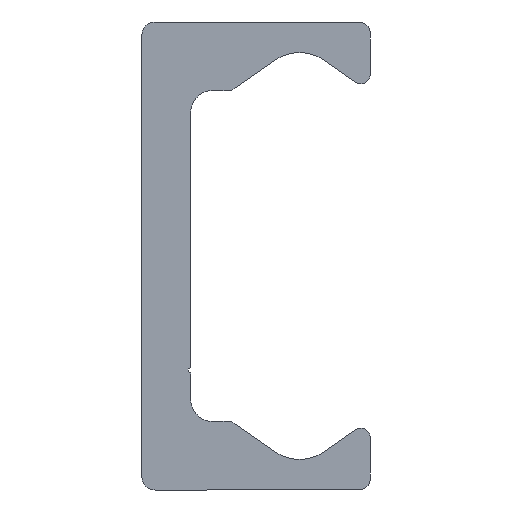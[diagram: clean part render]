
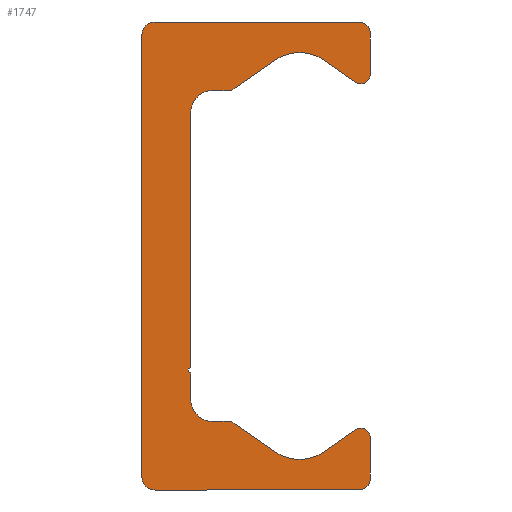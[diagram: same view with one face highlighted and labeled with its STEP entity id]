
A CAD part, left-side view. The second image highlights one B-rep face of the part: STEP entity #1747.
In plain terms, the highlighted planar face has unit normal (-1, 0, 0).
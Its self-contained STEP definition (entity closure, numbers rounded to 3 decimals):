
#832=CARTESIAN_POINT('',(0.0,9.25,-21.5));
#833=VERTEX_POINT('',#832);
#840=CARTESIAN_POINT('',(0.0,10.5,-20.25));
#841=VERTEX_POINT('',#840);
#842=CARTESIAN_POINT('',(0.0,9.25,-20.25));
#843=DIRECTION('',(1.0,0.0,0.0));
#844=DIRECTION('',(0.0,0.0,-1.0));
#845=AXIS2_PLACEMENT_3D('',#842,#843,#844);
#846=CIRCLE('',#845,1.25);
#847=EDGE_CURVE('',#833,#841,#846,.T.);
#871=CARTESIAN_POINT('',(0.0,-9.5,-21.5));
#872=VERTEX_POINT('',#871);
#879=CARTESIAN_POINT('',(0.0,-9.5,-21.5));
#880=DIRECTION('',(0.0,1.0,0.0));
#881=VECTOR('',#880,18.75);
#882=LINE('',#879,#881);
#883=EDGE_CURVE('',#872,#833,#882,.T.);
#903=CARTESIAN_POINT('',(0.0,-10.5,-20.5));
#904=VERTEX_POINT('',#903);
#911=CARTESIAN_POINT('',(0.0,-9.5,-20.5));
#912=DIRECTION('',(1.0,0.0,0.0));
#913=DIRECTION('',(0.0,-1.0,0.0));
#914=AXIS2_PLACEMENT_3D('',#911,#912,#913);
#915=CIRCLE('',#914,1.0);
#916=EDGE_CURVE('',#904,#872,#915,.T.);
#935=CARTESIAN_POINT('',(0.0,-10.5,-16.65));
#936=VERTEX_POINT('',#935);
#943=CARTESIAN_POINT('',(0.0,-10.5,-16.65));
#944=DIRECTION('',(0.0,0.0,-1.0));
#945=VECTOR('',#944,3.85);
#946=LINE('',#943,#945);
#947=EDGE_CURVE('',#936,#904,#946,.T.);
#967=CARTESIAN_POINT('',(0.0,-9.162,-15.954));
#968=VERTEX_POINT('',#967);
#975=CARTESIAN_POINT('',(0.0,-9.65,-16.65));
#976=DIRECTION('',(1.0,0.0,0.0));
#977=DIRECTION('',(0.0,0.574,0.819));
#978=AXIS2_PLACEMENT_3D('',#975,#976,#977);
#979=CIRCLE('',#978,0.85);
#980=EDGE_CURVE('',#968,#936,#979,.T.);
#999=CARTESIAN_POINT('',(0.0,-6.294,-17.962));
#1000=VERTEX_POINT('',#999);
#1007=CARTESIAN_POINT('',(0.0,-6.294,-17.962));
#1008=DIRECTION('',(0.0,-0.819,0.574));
#1009=VECTOR('',#1008,3.501);
#1010=LINE('',#1007,#1009);
#1011=EDGE_CURVE('',#1000,#968,#1010,.T.);
#1031=CARTESIAN_POINT('',(0.0,-1.706,-17.962));
#1032=VERTEX_POINT('',#1031);
#1039=CARTESIAN_POINT('',(0.0,-4.,-14.685));
#1040=DIRECTION('',(-1.0,0.0,0.0));
#1041=DIRECTION('',(0.0,0.574,0.819));
#1042=AXIS2_PLACEMENT_3D('',#1039,#1040,#1041);
#1043=CIRCLE('',#1042,4.0);
#1044=EDGE_CURVE('',#1032,#1000,#1043,.T.);
#1063=CARTESIAN_POINT('',(0.0,1.981,-15.381));
#1064=VERTEX_POINT('',#1063);
#1071=CARTESIAN_POINT('',(0.0,1.981,-15.381));
#1072=DIRECTION('',(0.0,-0.819,-0.574));
#1073=VECTOR('',#1072,4.5);
#1074=LINE('',#1071,#1073);
#1075=EDGE_CURVE('',#1064,#1032,#1074,.T.);
#1095=CARTESIAN_POINT('',(0.0,2.554,-15.2));
#1096=VERTEX_POINT('',#1095);
#1103=CARTESIAN_POINT('',(0.0,2.554,-16.2));
#1104=DIRECTION('',(1.0,0.0,0.0));
#1105=DIRECTION('',(0.0,0.0,1.0));
#1106=AXIS2_PLACEMENT_3D('',#1103,#1104,#1105);
#1107=CIRCLE('',#1106,1.);
#1108=EDGE_CURVE('',#1096,#1064,#1107,.T.);
#1127=CARTESIAN_POINT('',(0.0,4.0,-15.2));
#1128=VERTEX_POINT('',#1127);
#1135=CARTESIAN_POINT('',(0.0,4.0,-15.2));
#1136=DIRECTION('',(0.0,-1.0,0.0));
#1137=VECTOR('',#1136,1.446);
#1138=LINE('',#1135,#1137);
#1139=EDGE_CURVE('',#1128,#1096,#1138,.T.);
#1159=CARTESIAN_POINT('',(0.0,6.,-13.2));
#1160=VERTEX_POINT('',#1159);
#1167=CARTESIAN_POINT('',(0.0,4.,-13.2));
#1168=DIRECTION('',(-1.0,0.0,0.0));
#1169=DIRECTION('',(0.0,0.0,1.0));
#1170=AXIS2_PLACEMENT_3D('',#1167,#1168,#1169);
#1171=CIRCLE('',#1170,2.0);
#1172=EDGE_CURVE('',#1160,#1128,#1171,.T.);
#1191=CARTESIAN_POINT('',(0.0,6.,-10.75));
#1192=VERTEX_POINT('',#1191);
#1199=CARTESIAN_POINT('',(0.0,6.,-10.75));
#1200=DIRECTION('',(0.0,0.0,-1.0));
#1201=VECTOR('',#1200,2.45);
#1202=LINE('',#1199,#1201);
#1203=EDGE_CURVE('',#1192,#1160,#1202,.T.);
#1223=CARTESIAN_POINT('',(0.0,6.,-10.25));
#1224=VERTEX_POINT('',#1223);
#1231=CARTESIAN_POINT('',(0.0,6.,-10.5));
#1232=DIRECTION('',(-1.0,0.0,0.0));
#1233=DIRECTION('',(0.0,0.0,1.0));
#1234=AXIS2_PLACEMENT_3D('',#1231,#1232,#1233);
#1235=CIRCLE('',#1234,0.25);
#1236=EDGE_CURVE('',#1224,#1192,#1235,.T.);
#1255=CARTESIAN_POINT('',(0.0,6.,13.2));
#1256=VERTEX_POINT('',#1255);
#1263=CARTESIAN_POINT('',(0.0,6.,13.2));
#1264=DIRECTION('',(0.0,0.0,-1.0));
#1265=VECTOR('',#1264,23.45);
#1266=LINE('',#1263,#1265);
#1267=EDGE_CURVE('',#1256,#1224,#1266,.T.);
#1320=CARTESIAN_POINT('',(0.0,4.0,15.2));
#1321=VERTEX_POINT('',#1320);
#1328=CARTESIAN_POINT('',(0.0,4.,13.2));
#1329=DIRECTION('',(-1.0,0.0,0.0));
#1330=DIRECTION('',(0.0,-1.0,0.0));
#1331=AXIS2_PLACEMENT_3D('',#1328,#1329,#1330);
#1332=CIRCLE('',#1331,2.0);
#1333=EDGE_CURVE('',#1321,#1256,#1332,.T.);
#1352=CARTESIAN_POINT('',(0.0,2.554,15.2));
#1353=VERTEX_POINT('',#1352);
#1360=CARTESIAN_POINT('',(0.0,2.554,15.2));
#1361=DIRECTION('',(0.0,1.0,0.0));
#1362=VECTOR('',#1361,1.446);
#1363=LINE('',#1360,#1362);
#1364=EDGE_CURVE('',#1353,#1321,#1363,.T.);
#1384=CARTESIAN_POINT('',(0.0,1.981,15.381));
#1385=VERTEX_POINT('',#1384);
#1392=CARTESIAN_POINT('',(0.0,2.554,16.2));
#1393=DIRECTION('',(1.0,0.0,0.0));
#1394=DIRECTION('',(0.0,-0.574,-0.819));
#1395=AXIS2_PLACEMENT_3D('',#1392,#1393,#1394);
#1396=CIRCLE('',#1395,1.);
#1397=EDGE_CURVE('',#1385,#1353,#1396,.T.);
#1416=CARTESIAN_POINT('',(0.0,-1.706,17.962));
#1417=VERTEX_POINT('',#1416);
#1424=CARTESIAN_POINT('',(0.0,-1.706,17.962));
#1425=DIRECTION('',(0.0,0.819,-0.574));
#1426=VECTOR('',#1425,4.5);
#1427=LINE('',#1424,#1426);
#1428=EDGE_CURVE('',#1417,#1385,#1427,.T.);
#1448=CARTESIAN_POINT('',(0.0,-6.294,17.962));
#1449=VERTEX_POINT('',#1448);
#1456=CARTESIAN_POINT('',(0.0,-4.,14.685));
#1457=DIRECTION('',(-1.0,0.0,0.0));
#1458=DIRECTION('',(0.0,-0.574,-0.819));
#1459=AXIS2_PLACEMENT_3D('',#1456,#1457,#1458);
#1460=CIRCLE('',#1459,4.0);
#1461=EDGE_CURVE('',#1449,#1417,#1460,.T.);
#1480=CARTESIAN_POINT('',(0.0,-9.162,15.954));
#1481=VERTEX_POINT('',#1480);
#1488=CARTESIAN_POINT('',(0.0,-9.162,15.954));
#1489=DIRECTION('',(0.0,0.819,0.574));
#1490=VECTOR('',#1489,3.501);
#1491=LINE('',#1488,#1490);
#1492=EDGE_CURVE('',#1481,#1449,#1491,.T.);
#1512=CARTESIAN_POINT('',(0.0,-10.5,16.65));
#1513=VERTEX_POINT('',#1512);
#1520=CARTESIAN_POINT('',(0.0,-9.65,16.65));
#1521=DIRECTION('',(1.0,0.0,0.0));
#1522=DIRECTION('',(0.0,-1.0,0.0));
#1523=AXIS2_PLACEMENT_3D('',#1520,#1521,#1522);
#1524=CIRCLE('',#1523,0.85);
#1525=EDGE_CURVE('',#1513,#1481,#1524,.T.);
#1544=CARTESIAN_POINT('',(0.0,-10.5,20.5));
#1545=VERTEX_POINT('',#1544);
#1552=CARTESIAN_POINT('',(0.0,-10.5,20.5));
#1553=DIRECTION('',(0.0,0.0,-1.0));
#1554=VECTOR('',#1553,3.85);
#1555=LINE('',#1552,#1554);
#1556=EDGE_CURVE('',#1545,#1513,#1555,.T.);
#1576=CARTESIAN_POINT('',(0.0,-9.5,21.5));
#1577=VERTEX_POINT('',#1576);
#1584=CARTESIAN_POINT('',(0.0,-9.5,20.5));
#1585=DIRECTION('',(1.0,0.0,0.0));
#1586=DIRECTION('',(0.0,0.0,1.0));
#1587=AXIS2_PLACEMENT_3D('',#1584,#1585,#1586);
#1588=CIRCLE('',#1587,1.0);
#1589=EDGE_CURVE('',#1577,#1545,#1588,.T.);
#1608=CARTESIAN_POINT('',(0.0,9.25,21.5));
#1609=VERTEX_POINT('',#1608);
#1616=CARTESIAN_POINT('',(0.0,9.25,21.5));
#1617=DIRECTION('',(0.0,-1.0,0.0));
#1618=VECTOR('',#1617,18.75);
#1619=LINE('',#1616,#1618);
#1620=EDGE_CURVE('',#1609,#1577,#1619,.T.);
#1640=CARTESIAN_POINT('',(0.0,10.5,20.25));
#1641=VERTEX_POINT('',#1640);
#1648=CARTESIAN_POINT('',(0.0,9.25,20.25));
#1649=DIRECTION('',(1.0,0.0,0.0));
#1650=DIRECTION('',(0.0,1.0,0.0));
#1651=AXIS2_PLACEMENT_3D('',#1648,#1649,#1650);
#1652=CIRCLE('',#1651,1.25);
#1653=EDGE_CURVE('',#1641,#1609,#1652,.T.);
#1671=CARTESIAN_POINT('',(0.0,10.5,-20.25));
#1672=DIRECTION('',(0.0,0.0,1.0));
#1673=VECTOR('',#1672,40.5);
#1674=LINE('',#1671,#1673);
#1675=EDGE_CURVE('',#841,#1641,#1674,.T.);
#1714=CARTESIAN_POINT('',(0.0,2.66,-0.019));
#1715=DIRECTION('',(1.0,0.0,0.0));
#1716=DIRECTION('',(0.0,0.0,-1.0));
#1717=AXIS2_PLACEMENT_3D('',#1714,#1715,#1716);
#1718=PLANE('',#1717);
#1719=ORIENTED_EDGE('',*,*,#1675,.F.);
#1720=ORIENTED_EDGE('',*,*,#847,.F.);
#1721=ORIENTED_EDGE('',*,*,#883,.F.);
#1722=ORIENTED_EDGE('',*,*,#916,.F.);
#1723=ORIENTED_EDGE('',*,*,#947,.F.);
#1724=ORIENTED_EDGE('',*,*,#980,.F.);
#1725=ORIENTED_EDGE('',*,*,#1011,.F.);
#1726=ORIENTED_EDGE('',*,*,#1044,.F.);
#1727=ORIENTED_EDGE('',*,*,#1075,.F.);
#1728=ORIENTED_EDGE('',*,*,#1108,.F.);
#1729=ORIENTED_EDGE('',*,*,#1139,.F.);
#1730=ORIENTED_EDGE('',*,*,#1172,.F.);
#1731=ORIENTED_EDGE('',*,*,#1203,.F.);
#1732=ORIENTED_EDGE('',*,*,#1236,.F.);
#1733=ORIENTED_EDGE('',*,*,#1267,.F.);
#1734=ORIENTED_EDGE('',*,*,#1333,.F.);
#1735=ORIENTED_EDGE('',*,*,#1364,.F.);
#1736=ORIENTED_EDGE('',*,*,#1397,.F.);
#1737=ORIENTED_EDGE('',*,*,#1428,.F.);
#1738=ORIENTED_EDGE('',*,*,#1461,.F.);
#1739=ORIENTED_EDGE('',*,*,#1492,.F.);
#1740=ORIENTED_EDGE('',*,*,#1525,.F.);
#1741=ORIENTED_EDGE('',*,*,#1556,.F.);
#1742=ORIENTED_EDGE('',*,*,#1589,.F.);
#1743=ORIENTED_EDGE('',*,*,#1620,.F.);
#1744=ORIENTED_EDGE('',*,*,#1653,.F.);
#1745=EDGE_LOOP('',(#1719,#1720,#1721,#1722,#1723,#1724,#1725,#1726,#1727,#1728,#1729,#1730,#1731,#1732,#1733,#1734,#1735,#1736,#1737,#1738,#1739,#1740,#1741,#1742,#1743,#1744));
#1746=FACE_OUTER_BOUND('',#1745,.T.);
#1747=ADVANCED_FACE('',(#1746),#1718,.F.);
